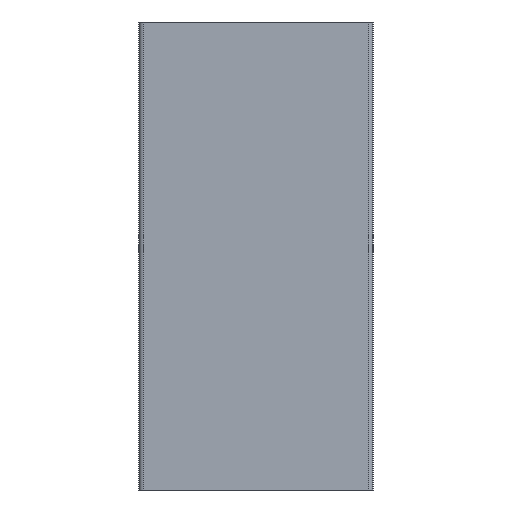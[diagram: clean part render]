
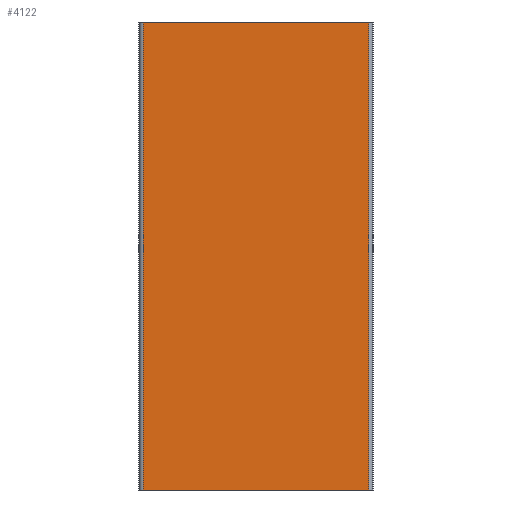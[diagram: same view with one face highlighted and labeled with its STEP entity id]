
A CAD part, left-side view. The second image highlights one B-rep face of the part: STEP entity #4122.
In plain terms, the highlighted planar face has unit normal (-1, 0, 0).
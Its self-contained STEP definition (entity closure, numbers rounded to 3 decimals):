
#373 = VECTOR ( 'NONE', #3879, 1000. ) ;
#514 = DIRECTION ( 'NONE',  ( -1., 0., 0. ) ) ;
#543 = EDGE_CURVE ( 'NONE', #4570, #881, #613, .T. ) ;
#613 = LINE ( 'NONE', #2779, #911 ) ;
#681 = LINE ( 'NONE', #5312, #3709 ) ;
#860 = CARTESIAN_POINT ( 'NONE',  ( -4.75, 0.02, 1.05 ) ) ;
#881 = VERTEX_POINT ( 'NONE', #5903 ) ;
#911 = VECTOR ( 'NONE', #1295, 1000. ) ;
#1295 = DIRECTION ( 'NONE',  ( 0., 0., -1. ) ) ;
#1476 = LINE ( 'NONE', #4270, #8477 ) ;
#1607 = ORIENTED_EDGE ( 'NONE', *, *, #1997, .F. ) ;
#1997 = EDGE_CURVE ( 'NONE', #5906, #881, #681, .T. ) ;
#2779 = CARTESIAN_POINT ( 'NONE',  ( -4.75, 1.03, -1.05 ) ) ;
#2990 = VERTEX_POINT ( 'NONE', #860 ) ;
#3475 = AXIS2_PLACEMENT_3D ( 'NONE', #5330, #514, #7987 ) ;
#3573 = CARTESIAN_POINT ( 'NONE',  ( -4.75, 0.02, -1.05 ) ) ;
#3625 = CARTESIAN_POINT ( 'NONE',  ( -4.75, 1.03, 1.05 ) ) ;
#3709 = VECTOR ( 'NONE', #8735, 1000. ) ;
#3879 = DIRECTION ( 'NONE',  ( 0., 0., 1. ) ) ;
#4122 = ADVANCED_FACE ( 'NONE', ( #7233 ), #4427, .T. ) ;
#4270 = CARTESIAN_POINT ( 'NONE',  ( -4.75, 0.05, 1.05 ) ) ;
#4427 = PLANE ( 'NONE',  #3475 ) ;
#4570 = VERTEX_POINT ( 'NONE', #3625 ) ;
#4616 = CARTESIAN_POINT ( 'NONE',  ( -4.75, 0.02, -1.05 ) ) ;
#5068 = EDGE_LOOP ( 'NONE', ( #1607, #8203, #6230, #6096 ) ) ;
#5312 = CARTESIAN_POINT ( 'NONE',  ( -4.75, 0.05, -1.05 ) ) ;
#5330 = CARTESIAN_POINT ( 'NONE',  ( -4.75, 0.05, -1.05 ) ) ;
#5362 = EDGE_CURVE ( 'NONE', #5906, #2990, #7984, .T. ) ;
#5667 = EDGE_CURVE ( 'NONE', #2990, #4570, #1476, .T. ) ;
#5903 = CARTESIAN_POINT ( 'NONE',  ( -4.75, 1.03, -1.05 ) ) ;
#5906 = VERTEX_POINT ( 'NONE', #3573 ) ;
#6096 = ORIENTED_EDGE ( 'NONE', *, *, #543, .T. ) ;
#6230 = ORIENTED_EDGE ( 'NONE', *, *, #5667, .T. ) ;
#7023 = DIRECTION ( 'NONE',  ( 0., 1., 0. ) ) ;
#7233 = FACE_OUTER_BOUND ( 'NONE', #5068, .T. ) ;
#7984 = LINE ( 'NONE', #4616, #373 ) ;
#7987 = DIRECTION ( 'NONE',  ( 0., 0., -1. ) ) ;
#8203 = ORIENTED_EDGE ( 'NONE', *, *, #5362, .T. ) ;
#8477 = VECTOR ( 'NONE', #7023, 1000. ) ;
#8735 = DIRECTION ( 'NONE',  ( 0., 1., 0. ) ) ;
